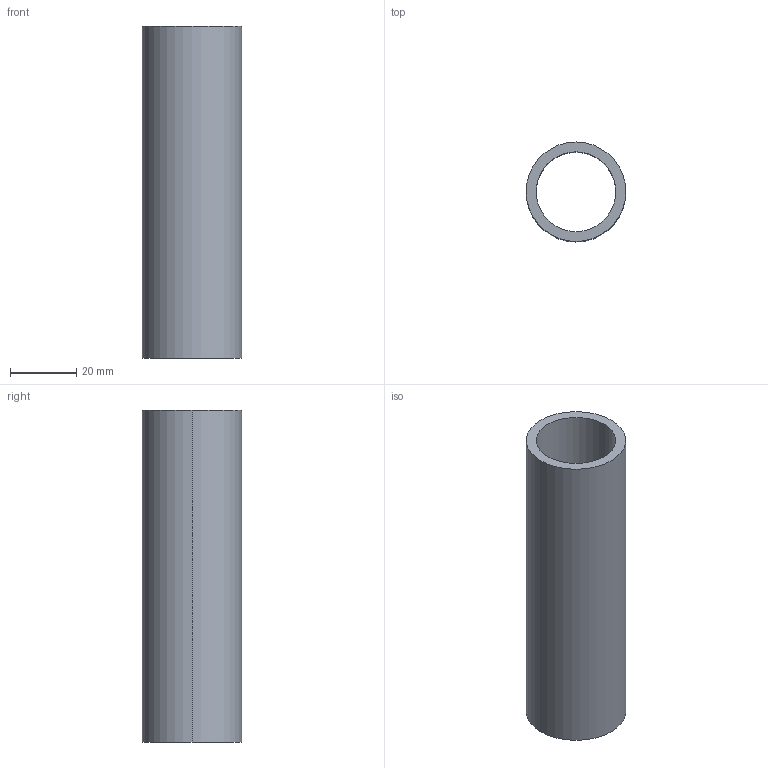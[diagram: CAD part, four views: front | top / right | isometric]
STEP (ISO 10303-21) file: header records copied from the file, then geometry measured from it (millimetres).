
FILE_DESCRIPTION(('Creo Elements/Direct Modeling STEP Export'),'2;1');
FILE_NAME('44.0295_Griffrohr-MMS-44_Ø30x3mm-schwarz-leitfähig.stp','2022-03-21T 9:00:24',(''),(''),'PTC Creo Elements/Direct Modeling STEP processor for AP214 (Solid Model)','PTC Creo Elements/Direct Modeling 19.0C 15-Aug-2015 (C) Parametric Technology GmbH','');
FILE_SCHEMA(('AUTOMOTIVE_DESIGN { 1 0 10303 214 1 1 1 1 }'));
Length unit declared in the file: millimetre
Products named in the file (1): Griffrohr-MMS-44_Ø30x3mm-schwarz-leitfähig_44.0295_PX173828
Bounding box: 30 x 30 x 100 mm (x, y, z)
Volume: 25446.9 mm3; surface area: 17473.5 mm2
Topology: 1 solids, 1 shells, 6 faces, 12 edges, 8 vertices
Faces by surface type: cylinder 4, plane 2
Entity records: 170 total; most frequent: DIRECTION 26, ORIENTED_EDGE 24, CARTESIAN_POINT 23, EDGE_CURVE 12, AXIS2_PLACEMENT_3D 11, VERTEX_POINT 8, EDGE_LOOP 8, FACE_OUTER_BOUND 6
